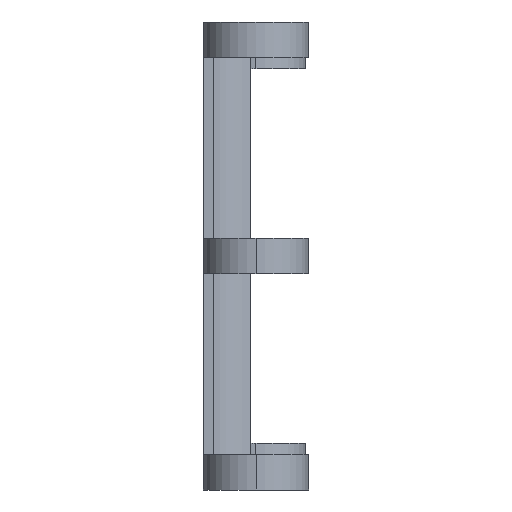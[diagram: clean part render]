
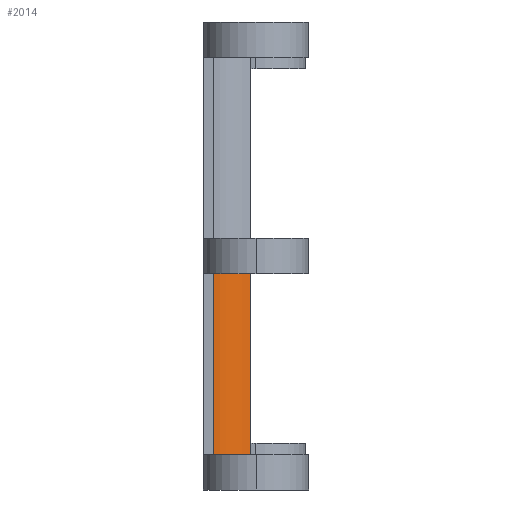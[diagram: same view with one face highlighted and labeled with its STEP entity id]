
A CAD part, left-side view. The second image highlights one B-rep face of the part: STEP entity #2014.
In plain terms, the highlighted cylindrical face has radius 4.7 mm (diameter 9.4 mm), a partial arc.
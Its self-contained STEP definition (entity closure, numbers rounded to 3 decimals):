
#17 = DIRECTION ( 'NONE',  ( 0., 0., -1. ) ) ;
#28 = VERTEX_POINT ( 'NONE', #1059 ) ;
#47 = AXIS2_PLACEMENT_3D ( 'NONE', #2949, #2983, #2196 ) ;
#51 = VECTOR ( 'NONE', #1644, 1000. ) ;
#157 = CARTESIAN_POINT ( 'NONE',  ( -30., 37.618, -37. ) ) ;
#383 = DIRECTION ( 'NONE',  ( 0., 0., 1. ) ) ;
#636 = CYLINDRICAL_SURFACE ( 'NONE', #1132, 4.7 ) ;
#735 = VERTEX_POINT ( 'NONE', #3129 ) ;
#802 = VERTEX_POINT ( 'NONE', #826 ) ;
#826 = CARTESIAN_POINT ( 'NONE',  ( -30., 37.618, -21.5 ) ) ;
#827 = ORIENTED_EDGE ( 'NONE', *, *, #1195, .T. ) ;
#993 = DIRECTION ( 'NONE',  ( -1., 0., 0. ) ) ;
#1024 = DIRECTION ( 'NONE',  ( 0., 0., 1. ) ) ;
#1059 = CARTESIAN_POINT ( 'NONE',  ( -28.327, 34.5, -37. ) ) ;
#1088 = CARTESIAN_POINT ( 'NONE',  ( -30., 37.618, -50.294 ) ) ;
#1092 = FACE_OUTER_BOUND ( 'NONE', #2213, .T. ) ;
#1132 = AXIS2_PLACEMENT_3D ( 'NONE', #1157, #383, #2887 ) ;
#1157 = CARTESIAN_POINT ( 'NONE',  ( -33., 34., -50.294 ) ) ;
#1167 = ORIENTED_EDGE ( 'NONE', *, *, #2668, .F. ) ;
#1195 = EDGE_CURVE ( 'NONE', #802, #2895, #2618, .T. ) ;
#1301 = EDGE_CURVE ( 'NONE', #802, #735, #1940, .T. ) ;
#1345 = CIRCLE ( 'NONE', #2360, 4.7 ) ;
#1513 = ORIENTED_EDGE ( 'NONE', *, *, #1874, .F. ) ;
#1644 = DIRECTION ( 'NONE',  ( 0., 0., -1. ) ) ;
#1726 = VECTOR ( 'NONE', #17, 1000. ) ;
#1874 = EDGE_CURVE ( 'NONE', #735, #28, #2579, .T. ) ;
#1940 = CIRCLE ( 'NONE', #47, 4.7 ) ;
#2014 = ADVANCED_FACE ( 'NONE', ( #1092 ), #636, .F. ) ;
#2196 = DIRECTION ( 'NONE',  ( 1., 0., 0. ) ) ;
#2213 = EDGE_LOOP ( 'NONE', ( #827, #1167, #1513, #2315 ) ) ;
#2315 = ORIENTED_EDGE ( 'NONE', *, *, #1301, .F. ) ;
#2348 = CARTESIAN_POINT ( 'NONE',  ( -28.327, 34.5, -50.294 ) ) ;
#2360 = AXIS2_PLACEMENT_3D ( 'NONE', #3317, #1024, #993 ) ;
#2579 = LINE ( 'NONE', #2348, #1726 ) ;
#2618 = LINE ( 'NONE', #1088, #51 ) ;
#2668 = EDGE_CURVE ( 'NONE', #28, #2895, #1345, .T. ) ;
#2887 = DIRECTION ( 'NONE',  ( 1., 0., 0. ) ) ;
#2895 = VERTEX_POINT ( 'NONE', #157 ) ;
#2949 = CARTESIAN_POINT ( 'NONE',  ( -33., 34., -21.5 ) ) ;
#2983 = DIRECTION ( 'NONE',  ( 0., 0., -1. ) ) ;
#3129 = CARTESIAN_POINT ( 'NONE',  ( -28.327, 34.5, -21.5 ) ) ;
#3317 = CARTESIAN_POINT ( 'NONE',  ( -33., 34., -37. ) ) ;
